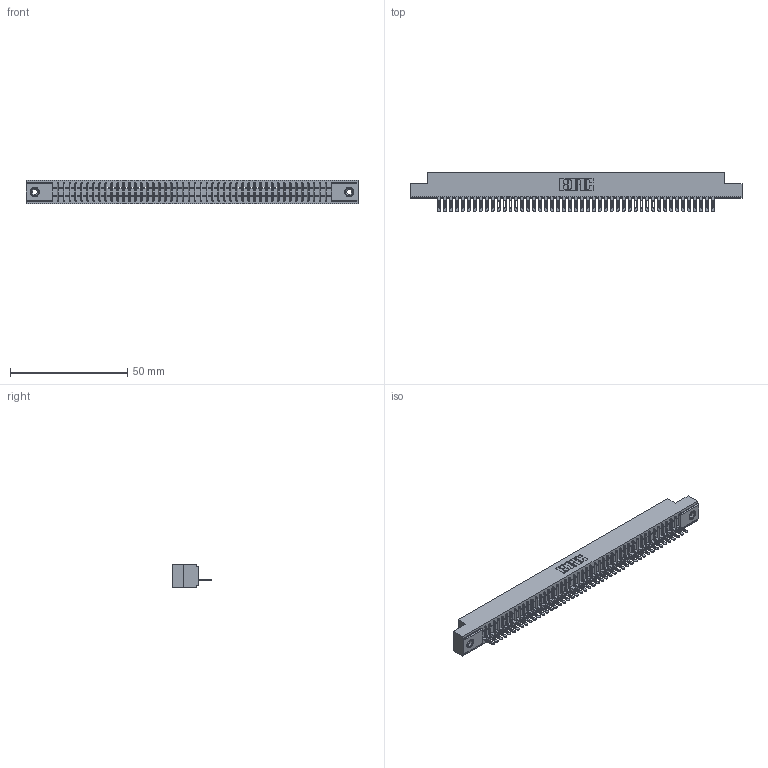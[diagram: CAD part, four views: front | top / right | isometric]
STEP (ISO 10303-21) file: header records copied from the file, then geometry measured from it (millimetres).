
FILE_DESCRIPTION (( 'STEP AP203' ), '1' );
FILE_NAME ('341-047-500-108.STEP', '2018-08-07T11:17:47', ( '' ), ( '' ), 'SwSTEP 2.0', 'SolidWorks 2016', '' );
FILE_SCHEMA (( 'CONFIG_CONTROL_DESIGN' ));
Length unit declared in the file: inch
Products named in the file (4): 341 Part_.156 (3.96) Dia Mounting Holes; 341-292-001_341-292-100; 345-250-001_345-250-003-102; 341-047-500-108
Assembly tree (50 placements, depth 2):
  341-047-500-108
    341 Part_.156 (3.96) Dia Mounting Holes
    341-292-001_341-292-100  x47
    345-250-001_345-250-003-102  x2
Bounding box: 141.6 x 16.69 x 10.16 mm (x, y, z)
Volume: 10179.1 mm3; surface area: 16297.2 mm2
Topology: 50 solids, 50 shells, 4030 faces, 11591 edges, 7434 vertices
Faces by surface type: plane 2403, cylinder 1423, sphere 96, torus 96, cone 12
Entity records: 55903 total; most frequent: CARTESIAN_POINT 9477, ORIENTED_EDGE 9458, DIRECTION 9159, EDGE_CURVE 4729, VECTOR 3819, LINE 3819, VERTEX_POINT 2988, AXIS2_PLACEMENT_3D 2670
